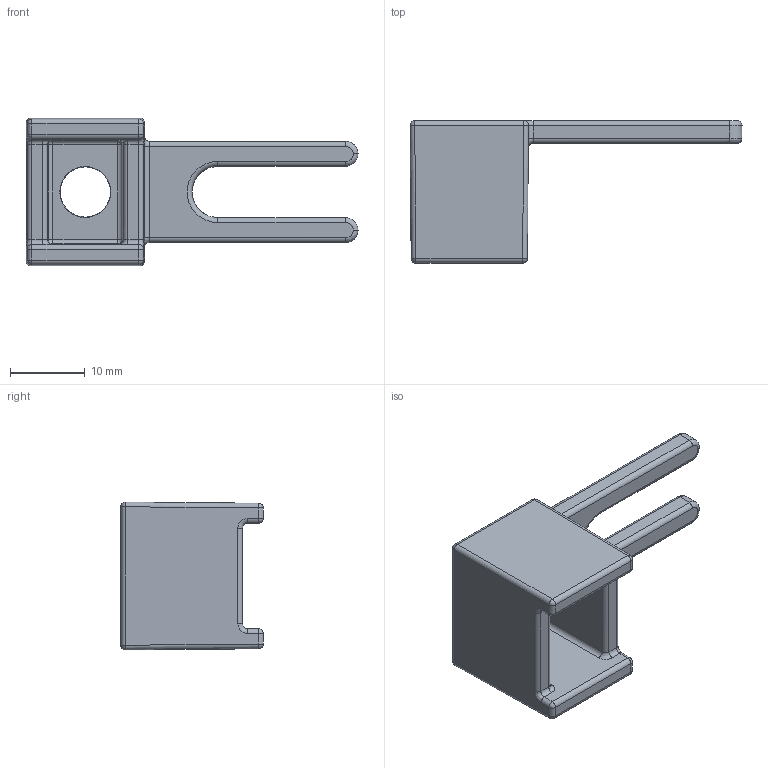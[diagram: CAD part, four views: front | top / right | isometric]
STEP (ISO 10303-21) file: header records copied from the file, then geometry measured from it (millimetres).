
FILE_DESCRIPTION (( 'STEP AP214' ), '1' );
FILE_NAME ('D0900004-v1.STEP', '2025-07-02T23:07:16', ( '' ), ( '' ), 'SwSTEP 2.0', 'SolidWorks 2024', '' );
FILE_SCHEMA (( 'AUTOMOTIVE_DESIGN' ));
Length unit declared in the file: inch
Products named in the file (1): D0900004-v1
Bounding box: 44.44 x 19.05 x 19.8 mm (x, y, z)
Volume: 3978.2 mm3; surface area: 3190.4 mm2
Topology: 1 solids, 1 shells, 122 faces, 284 edges, 148 vertices
Faces by surface type: cylinder 58, bspline 21, plane 19, sphere 18, torus 3, cone 3
Entity records: 3800 total; most frequent: CARTESIAN_POINT 1260, DIRECTION 538, ORIENTED_EDGE 536, EDGE_CURVE 268, AXIS2_PLACEMENT_3D 214, VERTEX_POINT 148, EDGE_LOOP 124, FACE_OUTER_BOUND 122
